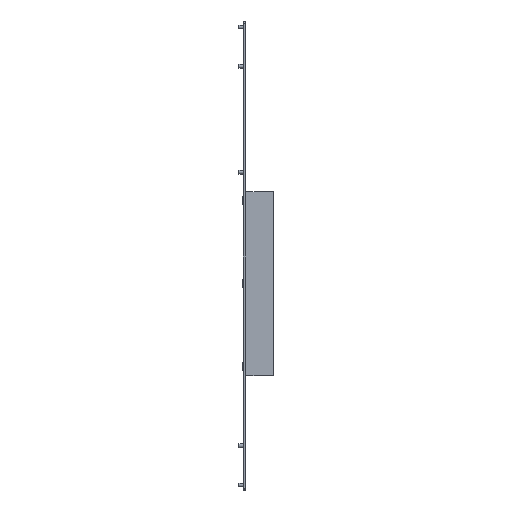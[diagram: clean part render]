
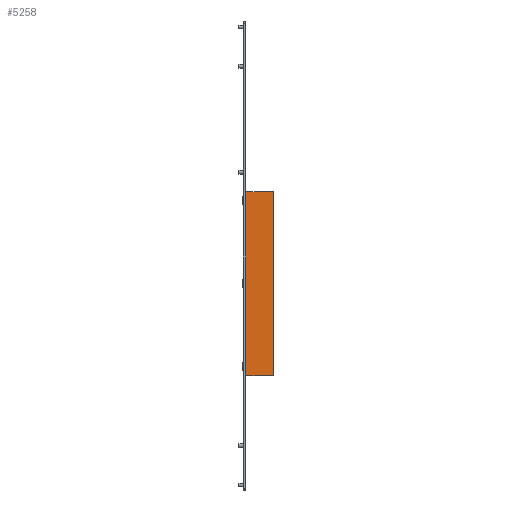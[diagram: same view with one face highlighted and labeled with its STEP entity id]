
A CAD part, left-side view. The second image highlights one B-rep face of the part: STEP entity #5258.
In plain terms, the highlighted face is planar.
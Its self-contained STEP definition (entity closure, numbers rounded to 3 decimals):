
#2 = CARTESIAN_POINT ( 'NONE',  ( 100., 15., 5. ) ) ;
#214 = EDGE_CURVE ( 'NONE', #1941, #5548, #4653, .T. ) ;
#267 = CARTESIAN_POINT ( 'NONE',  ( -100., 15., 5. ) ) ;
#533 = ORIENTED_EDGE ( 'NONE', *, *, #214, .T. ) ;
#677 = CARTESIAN_POINT ( 'NONE',  ( -100., -15., 5. ) ) ;
#784 = CARTESIAN_POINT ( 'NONE',  ( 100., -15., 5. ) ) ;
#821 = CARTESIAN_POINT ( 'NONE',  ( -100., -15., 5. ) ) ;
#943 = FACE_OUTER_BOUND ( 'NONE', #5534, .T. ) ;
#1004 = DIRECTION ( 'NONE',  ( -1., 0., 0. ) ) ;
#1530 = EDGE_CURVE ( 'NONE', #5548, #2127, #3711, .T. ) ;
#1653 = VERTEX_POINT ( 'NONE', #784 ) ;
#1675 = ORIENTED_EDGE ( 'NONE', *, *, #4855, .T. ) ;
#1808 = VECTOR ( 'NONE', #5757, 1000. ) ;
#1827 = DIRECTION ( 'NONE',  ( 1., 0., 0. ) ) ;
#1941 = VERTEX_POINT ( 'NONE', #2 ) ;
#2094 = EDGE_CURVE ( 'NONE', #1653, #1941, #5250, .T. ) ;
#2097 = VECTOR ( 'NONE', #1004, 1000. ) ;
#2127 = VERTEX_POINT ( 'NONE', #677 ) ;
#2215 = CARTESIAN_POINT ( 'NONE',  ( 100., 15., 5. ) ) ;
#2990 = PLANE ( 'NONE',  #6251 ) ;
#3393 = ORIENTED_EDGE ( 'NONE', *, *, #2094, .T. ) ;
#3473 = LINE ( 'NONE', #821, #4425 ) ;
#3567 = CARTESIAN_POINT ( 'NONE',  ( -100., -15., 5. ) ) ;
#3711 = LINE ( 'NONE', #6252, #1808 ) ;
#4425 = VECTOR ( 'NONE', #1827, 1000. ) ;
#4534 = DIRECTION ( 'NONE',  ( 1., 0., 0. ) ) ;
#4653 = LINE ( 'NONE', #5608, #2097 ) ;
#4855 = EDGE_CURVE ( 'NONE', #2127, #1653, #3473, .T. ) ;
#5050 = DIRECTION ( 'NONE',  ( 0., 0., 1. ) ) ;
#5250 = LINE ( 'NONE', #2215, #5998 ) ;
#5258 = ADVANCED_FACE ( 'NONE', ( #943 ), #2990, .T. ) ;
#5534 = EDGE_LOOP ( 'NONE', ( #6491, #1675, #3393, #533 ) ) ;
#5548 = VERTEX_POINT ( 'NONE', #267 ) ;
#5608 = CARTESIAN_POINT ( 'NONE',  ( -100., 15., 5. ) ) ;
#5748 = DIRECTION ( 'NONE',  ( 0., 1., 0. ) ) ;
#5757 = DIRECTION ( 'NONE',  ( 0., -1., 0. ) ) ;
#5998 = VECTOR ( 'NONE', #5748, 1000. ) ;
#6251 = AXIS2_PLACEMENT_3D ( 'NONE', #3567, #5050, #4534 ) ;
#6252 = CARTESIAN_POINT ( 'NONE',  ( -100., 15., 5. ) ) ;
#6491 = ORIENTED_EDGE ( 'NONE', *, *, #1530, .T. ) ;
